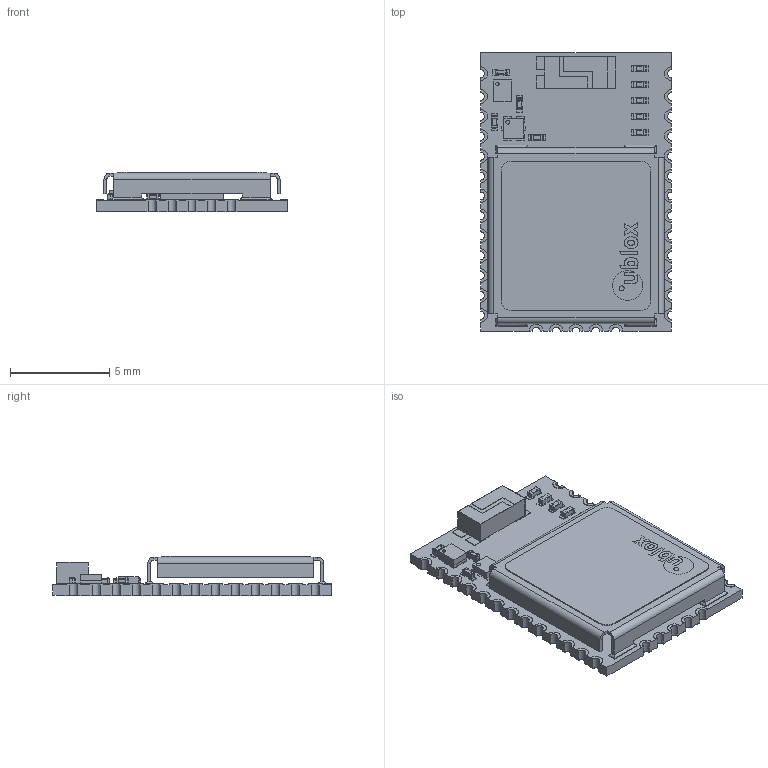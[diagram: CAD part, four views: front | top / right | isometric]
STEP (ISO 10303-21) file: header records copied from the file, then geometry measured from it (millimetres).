
FILE_DESCRIPTION(('FreeCAD Model'),'2;1');
FILE_NAME( 'ublox_CAM.step', '2020-03-16T17:15:07',('Author'),(''), 'Open CASCADE STEP processor 7.3','FreeCAD','Unknown');
FILE_SCHEMA(('AUTOMOTIVE_DESIGN { 1 0 10303 214 1 1 1 1 }'));
Length unit declared in the file: millimetre
Products named in the file (1): Fusion
Bounding box: 9.6 x 14 x 2 mm (x, y, z)
Volume: 99 mm3; surface area: 550 mm2
Topology: 1 solids, 1 shells, 1263 faces, 3332 edges, 2063 vertices
Faces by surface type: plane 862, cylinder 269, torus 56, bspline 44, sphere 32
Entity records: 47227 total; most frequent: CARTESIAN_POINT 7247, ORIENTED_EDGE 6600, DIRECTION 6254, EDGE_CURVE 3300, LINE 2578, VECTOR 2578, VERTEX_POINT 2063, AXIS2_PLACEMENT_3D 1838
